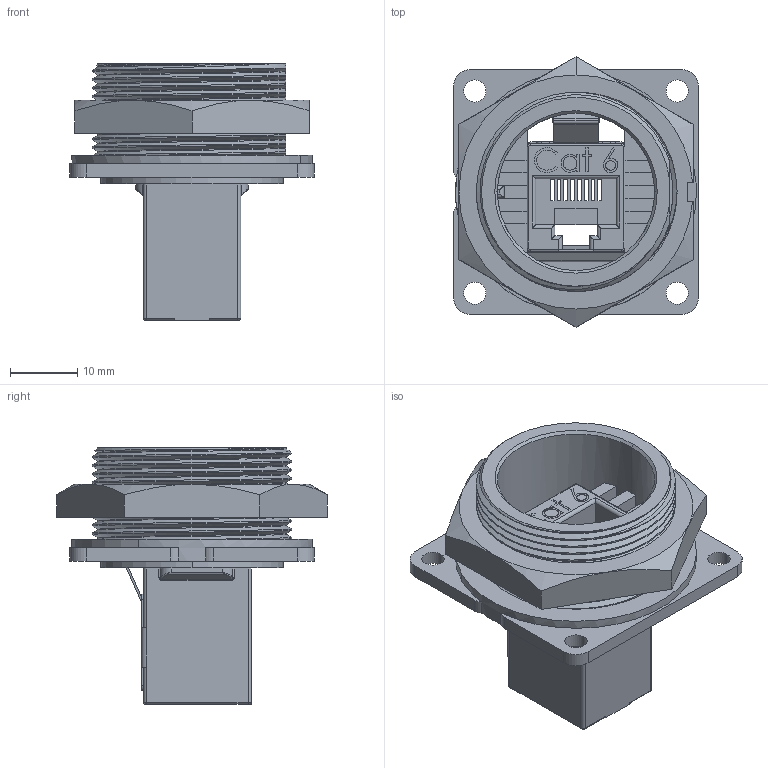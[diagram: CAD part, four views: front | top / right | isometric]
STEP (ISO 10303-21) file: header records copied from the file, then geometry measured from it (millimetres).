
FILE_DESCRIPTION (( 'STEP AP203' ), '1' );
FILE_NAME ('DCP-RJ6ST-F.STEP', '2013-02-28T22:20:26', ( 'J0FPBF1' ), ( '' ), 'SwSTEP 2.0', 'SolidWorks 2012', '' );
FILE_SCHEMA (( 'CONFIG_CONTROL_DESIGN' ));
Length unit declared in the file: inch
Products named in the file (1): DCP-RJ6ST-F
Bounding box: 36.53 x 40.33 x 38.2 mm (x, y, z)
Volume: 12855.8 mm3; surface area: 11776.2 mm2
Topology: 2 solids, 2 shells, 485 faces, 1375 edges, 884 vertices
Faces by surface type: plane 222, cylinder 152, bspline 91, cone 12, torus 8
Entity records: 27675 total; most frequent: CARTESIAN_POINT 16027, ORIENTED_EDGE 2738, DIRECTION 1987, EDGE_CURVE 1369, VERTEX_POINT 884, LINE 829, VECTOR 829, AXIS2_PLACEMENT_3D 579
